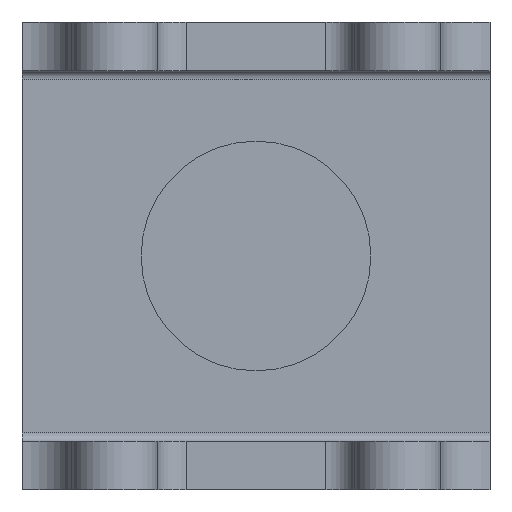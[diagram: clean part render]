
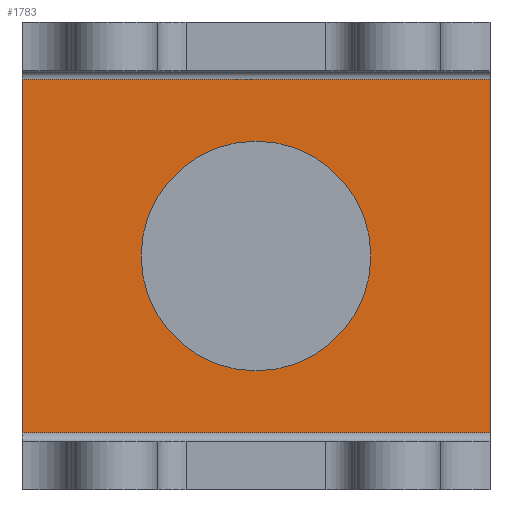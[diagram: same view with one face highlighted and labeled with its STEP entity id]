
A CAD part, front view. The second image highlights one B-rep face of the part: STEP entity #1783.
In plain terms, the highlighted planar face has unit normal (0, -1, 0).
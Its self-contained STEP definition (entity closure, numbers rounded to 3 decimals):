
#8 = CARTESIAN_POINT ( 'NONE',  ( -4.075, 3.875, 3.075 ) ) ;
#55 = EDGE_CURVE ( 'NONE', #1187, #2307, #292, .T. ) ;
#58 = CARTESIAN_POINT ( 'NONE',  ( 4.075, 3.875, -3.075 ) ) ;
#87 = ORIENTED_EDGE ( 'NONE', *, *, #55, .T. ) ;
#103 = CARTESIAN_POINT ( 'NONE',  ( 4.075, 3.875, 3.075 ) ) ;
#108 = ORIENTED_EDGE ( 'NONE', *, *, #764, .F. ) ;
#208 = VERTEX_POINT ( 'NONE', #1683 ) ;
#292 = LINE ( 'NONE', #103, #670 ) ;
#365 = ORIENTED_EDGE ( 'NONE', *, *, #724, .F. ) ;
#404 = VERTEX_POINT ( 'NONE', #1109 ) ;
#496 = DIRECTION ( 'NONE',  ( -1., 0., 0. ) ) ;
#524 = ORIENTED_EDGE ( 'NONE', *, *, #1519, .F. ) ;
#573 = DIRECTION ( 'NONE',  ( -1., 0., 0. ) ) ;
#610 = DIRECTION ( 'NONE',  ( 0., 0., -1. ) ) ;
#670 = VECTOR ( 'NONE', #1902, 1000. ) ;
#712 = CARTESIAN_POINT ( 'NONE',  ( 0., 3.875, 2. ) ) ;
#724 = EDGE_CURVE ( 'NONE', #404, #208, #2016, .T. ) ;
#764 = EDGE_CURVE ( 'NONE', #1366, #947, #2551, .T. ) ;
#808 = DIRECTION ( 'NONE',  ( 0., 0., 1. ) ) ;
#827 = LINE ( 'NONE', #1367, #1959 ) ;
#913 = VECTOR ( 'NONE', #808, 1000. ) ;
#943 = EDGE_CURVE ( 'NONE', #2307, #208, #1531, .T. ) ;
#945 = CARTESIAN_POINT ( 'NONE',  ( 0., 3.875, -2. ) ) ;
#947 = VERTEX_POINT ( 'NONE', #945 ) ;
#1033 = ORIENTED_EDGE ( 'NONE', *, *, #2247, .F. ) ;
#1075 = DIRECTION ( 'NONE',  ( 0., 0., -1. ) ) ;
#1109 = CARTESIAN_POINT ( 'NONE',  ( -4.075, 3.875, -3.075 ) ) ;
#1187 = VERTEX_POINT ( 'NONE', #58 ) ;
#1283 = CARTESIAN_POINT ( 'NONE',  ( 0., 3.875, 0. ) ) ;
#1291 = CIRCLE ( 'NONE', #2111, 2. ) ;
#1365 = FACE_OUTER_BOUND ( 'NONE', #1522, .T. ) ;
#1366 = VERTEX_POINT ( 'NONE', #712 ) ;
#1367 = CARTESIAN_POINT ( 'NONE',  ( 4.075, 3.875, -3.075 ) ) ;
#1374 = PLANE ( 'NONE',  #1389 ) ;
#1389 = AXIS2_PLACEMENT_3D ( 'NONE', #2435, #1597, #610 ) ;
#1400 = AXIS2_PLACEMENT_3D ( 'NONE', #1416, #2293, #2092 ) ;
#1416 = CARTESIAN_POINT ( 'NONE',  ( 0., 3.875, 0. ) ) ;
#1485 = CARTESIAN_POINT ( 'NONE',  ( 4.075, 3.875, 3.075 ) ) ;
#1519 = EDGE_CURVE ( 'NONE', #1187, #404, #827, .T. ) ;
#1522 = EDGE_LOOP ( 'NONE', ( #365, #524, #87, #2549 ) ) ;
#1531 = LINE ( 'NONE', #1485, #2182 ) ;
#1597 = DIRECTION ( 'NONE',  ( 0., -1., 0. ) ) ;
#1683 = CARTESIAN_POINT ( 'NONE',  ( -4.075, 3.875, 3.075 ) ) ;
#1783 = ADVANCED_FACE ( 'NONE', ( #2577, #1365 ), #1374, .T. ) ;
#1902 = DIRECTION ( 'NONE',  ( 0., 0., 1. ) ) ;
#1959 = VECTOR ( 'NONE', #573, 1000. ) ;
#2016 = LINE ( 'NONE', #8, #913 ) ;
#2092 = DIRECTION ( 'NONE',  ( 0., 0., -1. ) ) ;
#2111 = AXIS2_PLACEMENT_3D ( 'NONE', #1283, #2442, #1075 ) ;
#2128 = CARTESIAN_POINT ( 'NONE',  ( 4.075, 3.875, 3.075 ) ) ;
#2182 = VECTOR ( 'NONE', #496, 1000. ) ;
#2247 = EDGE_CURVE ( 'NONE', #947, #1366, #1291, .T. ) ;
#2288 = EDGE_LOOP ( 'NONE', ( #108, #1033 ) ) ;
#2293 = DIRECTION ( 'NONE',  ( 0., -1., 0. ) ) ;
#2307 = VERTEX_POINT ( 'NONE', #2128 ) ;
#2435 = CARTESIAN_POINT ( 'NONE',  ( 4.075, 3.875, 3.075 ) ) ;
#2442 = DIRECTION ( 'NONE',  ( 0., -1., 0. ) ) ;
#2549 = ORIENTED_EDGE ( 'NONE', *, *, #943, .T. ) ;
#2551 = CIRCLE ( 'NONE', #1400, 2. ) ;
#2577 = FACE_BOUND ( 'NONE', #2288, .T. ) ;
